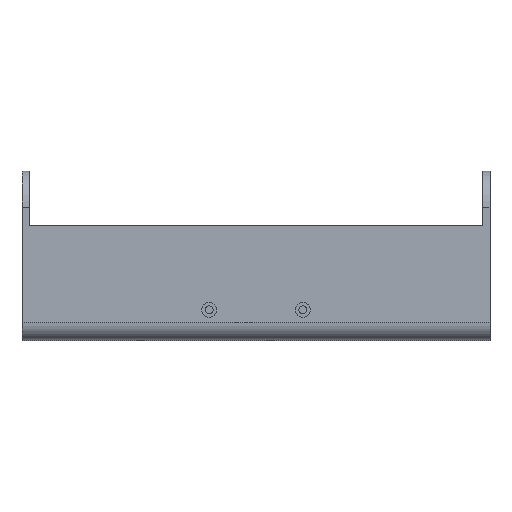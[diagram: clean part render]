
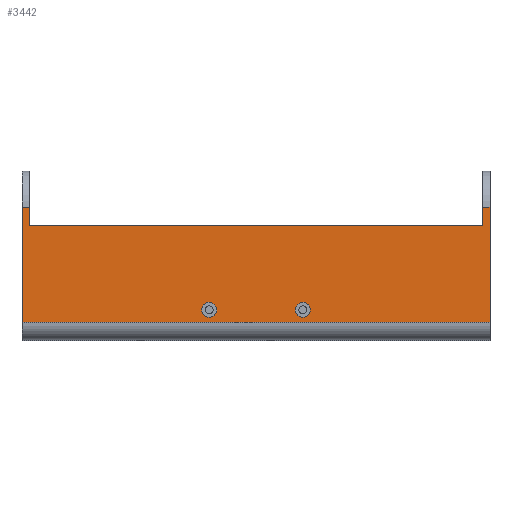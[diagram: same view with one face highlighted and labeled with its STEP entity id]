
A CAD part, top view. The second image highlights one B-rep face of the part: STEP entity #3442.
In plain terms, the highlighted planar face has unit normal (0, 0, 1).
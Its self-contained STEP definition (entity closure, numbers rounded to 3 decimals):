
#28 = EDGE_LOOP ( 'NONE', ( #678, #56, #4793, #1282, #4223, #1140, #2124, #1423 ) ) ;
#54 = VECTOR ( 'NONE', #3261, 1000. ) ;
#56 = ORIENTED_EDGE ( 'NONE', *, *, #4862, .T. ) ;
#125 = CARTESIAN_POINT ( 'NONE',  ( 63., 2., 25. ) ) ;
#148 = AXIS2_PLACEMENT_3D ( 'NONE', #3376, #2493, #4473 ) ;
#228 = VERTEX_POINT ( 'NONE', #1483 ) ;
#553 = DIRECTION ( 'NONE',  ( 0., 0., -1. ) ) ;
#554 = LINE ( 'NONE', #125, #4620 ) ;
#616 = CIRCLE ( 'NONE', #3334, 2.1 ) ;
#660 = ORIENTED_EDGE ( 'NONE', *, *, #5171, .T. ) ;
#678 = ORIENTED_EDGE ( 'NONE', *, *, #3974, .T. ) ;
#763 = CARTESIAN_POINT ( 'NONE',  ( -13., 8.5, 25. ) ) ;
#849 = EDGE_CURVE ( 'NONE', #5213, #228, #2646, .T. ) ;
#932 = ORIENTED_EDGE ( 'NONE', *, *, #2310, .T. ) ;
#991 = CARTESIAN_POINT ( 'NONE',  ( 10.9, 8.5, 25. ) ) ;
#1017 = DIRECTION ( 'NONE',  ( 1., 0., 0. ) ) ;
#1138 = VECTOR ( 'NONE', #5193, 1000. ) ;
#1140 = ORIENTED_EDGE ( 'NONE', *, *, #849, .F. ) ;
#1159 = VECTOR ( 'NONE', #2243, 1000. ) ;
#1237 = CARTESIAN_POINT ( 'NONE',  ( 15.1, 8.5, 25. ) ) ;
#1279 = DIRECTION ( 'NONE',  ( -1., 0., 0. ) ) ;
#1282 = ORIENTED_EDGE ( 'NONE', *, *, #2397, .T. ) ;
#1284 = LINE ( 'NONE', #4249, #3047 ) ;
#1331 = EDGE_CURVE ( 'NONE', #5213, #2301, #2450, .T. ) ;
#1423 = ORIENTED_EDGE ( 'NONE', *, *, #5144, .T. ) ;
#1438 = DIRECTION ( 'NONE',  ( 0., 0., -1. ) ) ;
#1476 = FACE_OUTER_BOUND ( 'NONE', #28, .T. ) ;
#1483 = CARTESIAN_POINT ( 'NONE',  ( 63., 32., 25. ) ) ;
#1580 = FACE_BOUND ( 'NONE', #2189, .T. ) ;
#1611 = VERTEX_POINT ( 'NONE', #3154 ) ;
#1627 = CARTESIAN_POINT ( 'NONE',  ( -63., 2., 25. ) ) ;
#1640 = CARTESIAN_POINT ( 'NONE',  ( -63., 37., 25. ) ) ;
#1887 = DIRECTION ( 'NONE',  ( 0., 1., 0. ) ) ;
#1904 = ORIENTED_EDGE ( 'NONE', *, *, #2962, .T. ) ;
#2124 = ORIENTED_EDGE ( 'NONE', *, *, #1331, .T. ) ;
#2142 = AXIS2_PLACEMENT_3D ( 'NONE', #4404, #553, #2283 ) ;
#2150 = AXIS2_PLACEMENT_3D ( 'NONE', #2694, #1438, #1017 ) ;
#2178 = DIRECTION ( 'NONE',  ( 0., -1., 0. ) ) ;
#2189 = EDGE_LOOP ( 'NONE', ( #5540, #660 ) ) ;
#2243 = DIRECTION ( 'NONE',  ( 1., 0., 0. ) ) ;
#2283 = DIRECTION ( 'NONE',  ( -1., 0., 0. ) ) ;
#2301 = VERTEX_POINT ( 'NONE', #1640 ) ;
#2310 = EDGE_CURVE ( 'NONE', #2569, #3200, #616, .T. ) ;
#2352 = VERTEX_POINT ( 'NONE', #3397 ) ;
#2389 = VERTEX_POINT ( 'NONE', #4668 ) ;
#2397 = EDGE_CURVE ( 'NONE', #4519, #1611, #5212, .T. ) ;
#2444 = LINE ( 'NONE', #4555, #54 ) ;
#2450 = LINE ( 'NONE', #1627, #3301 ) ;
#2476 = LINE ( 'NONE', #2593, #1138 ) ;
#2493 = DIRECTION ( 'NONE',  ( 0., 0., -1. ) ) ;
#2534 = DIRECTION ( 'NONE',  ( 0., -1., 0. ) ) ;
#2546 = EDGE_CURVE ( 'NONE', #2812, #2352, #3509, .T. ) ;
#2569 = VERTEX_POINT ( 'NONE', #991 ) ;
#2593 = CARTESIAN_POINT ( 'NONE',  ( -65., 5., 25. ) ) ;
#2634 = CARTESIAN_POINT ( 'NONE',  ( 65., 37., 25. ) ) ;
#2646 = LINE ( 'NONE', #4358, #1159 ) ;
#2665 = CARTESIAN_POINT ( 'NONE',  ( -65., 5., 25. ) ) ;
#2694 = CARTESIAN_POINT ( 'NONE',  ( -13., 8.5, 25. ) ) ;
#2697 = EDGE_LOOP ( 'NONE', ( #932, #1904 ) ) ;
#2812 = VERTEX_POINT ( 'NONE', #4697 ) ;
#2910 = VECTOR ( 'NONE', #2178, 1000. ) ;
#2912 = DIRECTION ( 'NONE',  ( 0., 1., 0. ) ) ;
#2962 = EDGE_CURVE ( 'NONE', #3200, #2569, #3863, .T. ) ;
#2990 = CARTESIAN_POINT ( 'NONE',  ( -63., 32., 25. ) ) ;
#3047 = VECTOR ( 'NONE', #2534, 1000. ) ;
#3154 = CARTESIAN_POINT ( 'NONE',  ( 63., 37., 25. ) ) ;
#3200 = VERTEX_POINT ( 'NONE', #1237 ) ;
#3261 = DIRECTION ( 'NONE',  ( -1., 0., 0. ) ) ;
#3301 = VECTOR ( 'NONE', #2912, 1000. ) ;
#3334 = AXIS2_PLACEMENT_3D ( 'NONE', #5101, #3914, #1279 ) ;
#3376 = CARTESIAN_POINT ( 'NONE',  ( -65., 2., 25. ) ) ;
#3397 = CARTESIAN_POINT ( 'NONE',  ( -10.9, 8.5, 25. ) ) ;
#3431 = CARTESIAN_POINT ( 'NONE',  ( -65., 37., 25. ) ) ;
#3442 = ADVANCED_FACE ( 'NONE', ( #1580, #5366, #1476 ), #4246, .F. ) ;
#3456 = LINE ( 'NONE', #3911, #2910 ) ;
#3509 = CIRCLE ( 'NONE', #2150, 2.1 ) ;
#3770 = CIRCLE ( 'NONE', #3862, 2.1 ) ;
#3861 = DIRECTION ( 'NONE',  ( 0., 0., -1. ) ) ;
#3862 = AXIS2_PLACEMENT_3D ( 'NONE', #763, #3861, #3893 ) ;
#3863 = CIRCLE ( 'NONE', #2142, 2.1 ) ;
#3893 = DIRECTION ( 'NONE',  ( 1., 0., 0. ) ) ;
#3911 = CARTESIAN_POINT ( 'NONE',  ( -65., 2., 25. ) ) ;
#3914 = DIRECTION ( 'NONE',  ( 0., 0., -1. ) ) ;
#3974 = EDGE_CURVE ( 'NONE', #4072, #4157, #3456, .T. ) ;
#4072 = VERTEX_POINT ( 'NONE', #4663 ) ;
#4157 = VERTEX_POINT ( 'NONE', #2665 ) ;
#4195 = EDGE_CURVE ( 'NONE', #228, #1611, #554, .T. ) ;
#4223 = ORIENTED_EDGE ( 'NONE', *, *, #4195, .F. ) ;
#4246 = PLANE ( 'NONE',  #148 ) ;
#4249 = CARTESIAN_POINT ( 'NONE',  ( 65., 2., 25. ) ) ;
#4358 = CARTESIAN_POINT ( 'NONE',  ( -63., 32., 25. ) ) ;
#4404 = CARTESIAN_POINT ( 'NONE',  ( 13., 8.5, 25. ) ) ;
#4473 = DIRECTION ( 'NONE',  ( -1., 0., 0. ) ) ;
#4519 = VERTEX_POINT ( 'NONE', #2634 ) ;
#4555 = CARTESIAN_POINT ( 'NONE',  ( -65., 37., 25. ) ) ;
#4620 = VECTOR ( 'NONE', #1887, 1000. ) ;
#4663 = CARTESIAN_POINT ( 'NONE',  ( -65., 37., 25. ) ) ;
#4668 = CARTESIAN_POINT ( 'NONE',  ( 65., 5., 25. ) ) ;
#4697 = CARTESIAN_POINT ( 'NONE',  ( -15.1, 8.5, 25. ) ) ;
#4701 = DIRECTION ( 'NONE',  ( -1., 0., 0. ) ) ;
#4793 = ORIENTED_EDGE ( 'NONE', *, *, #5227, .F. ) ;
#4862 = EDGE_CURVE ( 'NONE', #4157, #2389, #2476, .T. ) ;
#5101 = CARTESIAN_POINT ( 'NONE',  ( 13., 8.5, 25. ) ) ;
#5136 = VECTOR ( 'NONE', #4701, 1000. ) ;
#5144 = EDGE_CURVE ( 'NONE', #2301, #4072, #2444, .T. ) ;
#5171 = EDGE_CURVE ( 'NONE', #2352, #2812, #3770, .T. ) ;
#5193 = DIRECTION ( 'NONE',  ( 1., 0., 0. ) ) ;
#5212 = LINE ( 'NONE', #3431, #5136 ) ;
#5213 = VERTEX_POINT ( 'NONE', #2990 ) ;
#5227 = EDGE_CURVE ( 'NONE', #4519, #2389, #1284, .T. ) ;
#5366 = FACE_BOUND ( 'NONE', #2697, .T. ) ;
#5540 = ORIENTED_EDGE ( 'NONE', *, *, #2546, .T. ) ;
